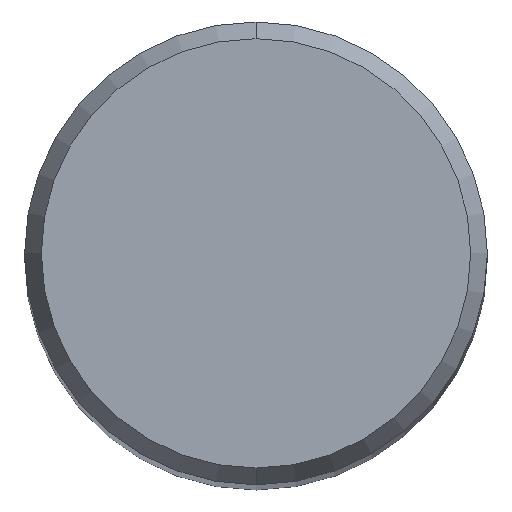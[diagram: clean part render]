
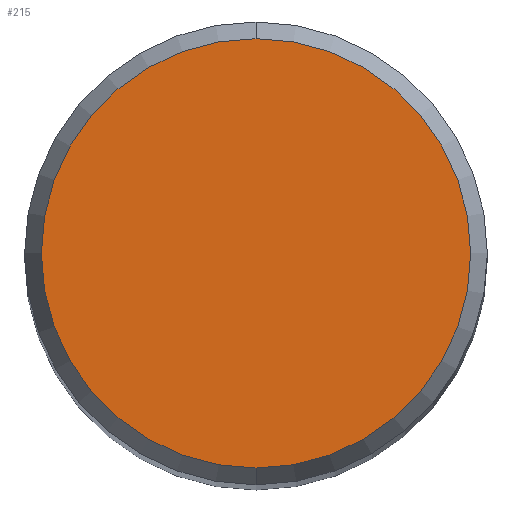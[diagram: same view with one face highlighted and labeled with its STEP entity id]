
A CAD part, top view. The second image highlights one B-rep face of the part: STEP entity #215.
In plain terms, the highlighted planar face has unit normal (0, 0, 1).
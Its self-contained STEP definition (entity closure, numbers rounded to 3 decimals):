
#129=EDGE_CURVE('',#285,#279,#333,.T.);
#215=ADVANCED_FACE('',(#428),#429,.T.);
#229=EDGE_CURVE('',#279,#285,#447,.T.);
#279=VERTEX_POINT('',#502);
#285=VERTEX_POINT('',#509);
#333=CIRCLE('',#557,5.892);
#428=FACE_OUTER_BOUND('',#688,.T.);
#429=PLANE('',#689);
#447=CIRCLE('',#710,5.892);
#502=CARTESIAN_POINT('',(0.0,5.892,0.0));
#509=CARTESIAN_POINT('',(0.,-5.892,0.0));
#557=AXIS2_PLACEMENT_3D('',#834,#835,#836);
#688=EDGE_LOOP('',(#953,#954));
#689=AXIS2_PLACEMENT_3D('',#955,#956,#957);
#710=AXIS2_PLACEMENT_3D('',#990,#991,#992);
#834=CARTESIAN_POINT('',(0.0,0.0,0.0));
#835=DIRECTION('',(0.0,0.0,-1.0));
#836=DIRECTION('',(0.0,1.0,0.0));
#953=ORIENTED_EDGE('',*,*,#229,.F.);
#954=ORIENTED_EDGE('',*,*,#129,.F.);
#955=CARTESIAN_POINT('',(0.0,2.946,0.0));
#956=DIRECTION('',(-0.0,0.0,1.0));
#957=DIRECTION('',(0.0,-1.0,0.0));
#990=CARTESIAN_POINT('',(0.0,0.0,0.0));
#991=DIRECTION('',(0.0,0.0,-1.0));
#992=DIRECTION('',(0.0,1.0,0.0));
